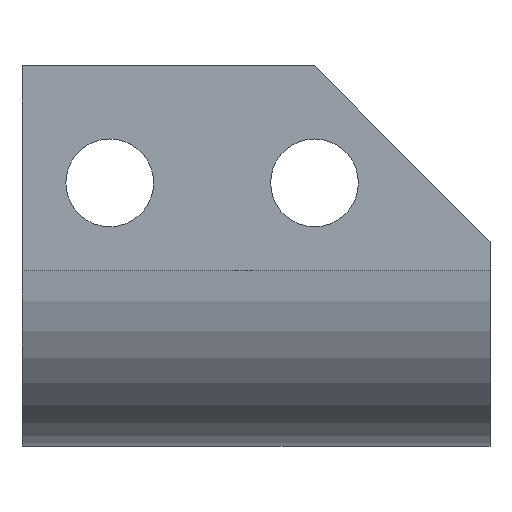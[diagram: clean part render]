
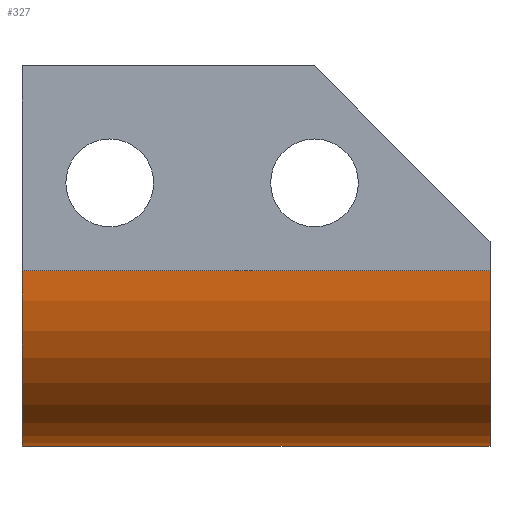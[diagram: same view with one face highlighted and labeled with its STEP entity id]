
A CAD part, front view. The second image highlights one B-rep face of the part: STEP entity #327.
In plain terms, the highlighted cylindrical face has radius 6 mm (diameter 12 mm), a partial arc.
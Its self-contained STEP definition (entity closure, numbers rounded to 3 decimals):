
#43=FACE_OUTER_BOUND('',#65,.T.);
#65=EDGE_LOOP('',(#266,#267,#268,#269));
#99=LINE('',#551,#130);
#100=LINE('',#555,#131);
#130=VECTOR('',#450,10.);
#131=VECTOR('',#453,10.);
#149=CIRCLE('',#376,6.);
#150=CIRCLE('',#377,6.);
#173=VERTEX_POINT('',#538);
#176=VERTEX_POINT('',#550);
#177=VERTEX_POINT('',#552);
#178=VERTEX_POINT('',#554);
#210=EDGE_CURVE('',#176,#173,#99,.T.);
#211=EDGE_CURVE('',#177,#176,#149,.T.);
#212=EDGE_CURVE('',#177,#178,#100,.T.);
#213=EDGE_CURVE('',#178,#173,#150,.T.);
#266=ORIENTED_EDGE('',*,*,#210,.F.);
#267=ORIENTED_EDGE('',*,*,#211,.F.);
#268=ORIENTED_EDGE('',*,*,#212,.T.);
#269=ORIENTED_EDGE('',*,*,#213,.T.);
#316=CYLINDRICAL_SURFACE('',#375,6.);
#327=ADVANCED_FACE('',(#43),#316,.T.);
#375=AXIS2_PLACEMENT_3D('',#549,#448,#449);
#376=AXIS2_PLACEMENT_3D('',#553,#451,#452);
#377=AXIS2_PLACEMENT_3D('',#556,#454,#455);
#448=DIRECTION('center_axis',(1.,0.,0.));
#449=DIRECTION('ref_axis',(0.,-1.,0.));
#450=DIRECTION('',(-1.,0.,0.));
#451=DIRECTION('center_axis',(1.,0.,0.));
#452=DIRECTION('ref_axis',(0.,-1.,0.));
#453=DIRECTION('',(-1.,0.,0.));
#454=DIRECTION('center_axis',(1.,0.,0.));
#455=DIRECTION('ref_axis',(0.,-1.,0.));
#538=CARTESIAN_POINT('',(0.,3.,-13.));
#549=CARTESIAN_POINT('Origin',(8.,3.,-7.));
#550=CARTESIAN_POINT('',(16.,3.,-13.));
#551=CARTESIAN_POINT('',(8.,3.,-13.));
#552=CARTESIAN_POINT('',(16.,-3.,-7.));
#553=CARTESIAN_POINT('Origin',(16.,3.,-7.));
#554=CARTESIAN_POINT('',(0.,-3.,-7.));
#555=CARTESIAN_POINT('',(8.,-3.,-7.));
#556=CARTESIAN_POINT('Origin',(0.,3.,-7.));
